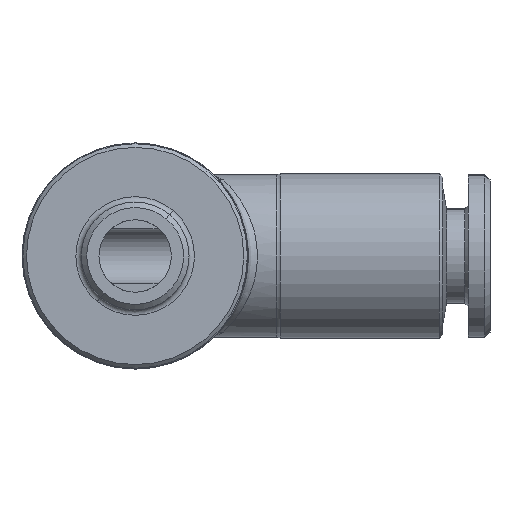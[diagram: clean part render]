
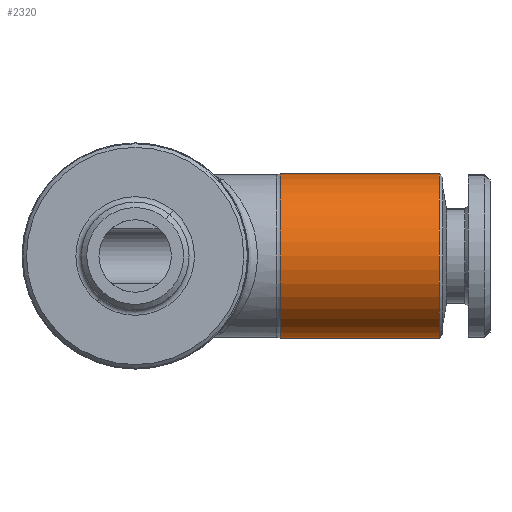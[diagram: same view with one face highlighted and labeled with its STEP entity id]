
A CAD part, front view. The second image highlights one B-rep face of the part: STEP entity #2320.
In plain terms, the highlighted cylindrical face has radius 4.55 mm (diameter 9.1 mm), a partial arc.
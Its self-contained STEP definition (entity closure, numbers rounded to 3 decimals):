
#65 = CARTESIAN_POINT ( 'NONE',  ( 16.8, 0., -4.55 ) ) ;
#137 = DIRECTION ( 'NONE',  ( -1., 0., 0. ) ) ;
#138 = VECTOR ( 'NONE', #137, 1000. ) ;
#139 = CARTESIAN_POINT ( 'NONE',  ( -1.137, 0., -4.55 ) ) ;
#150 = LINE ( 'NONE', #139, #138 ) ;
#169 = LINE ( 'NONE', #174, #351 ) ;
#174 = CARTESIAN_POINT ( 'NONE',  ( -1.137, 0., 4.55 ) ) ;
#250 = CARTESIAN_POINT ( 'NONE',  ( 16.8, 0., 4.55 ) ) ;
#350 = DIRECTION ( 'NONE',  ( -1., 0., 0. ) ) ;
#351 = VECTOR ( 'NONE', #350, 1000. ) ;
#1033 = CARTESIAN_POINT ( 'NONE',  ( 8.011, 0., -4.55 ) ) ;
#1093 = DIRECTION ( 'NONE',  ( 0., 0., 1. ) ) ;
#1094 = DIRECTION ( 'NONE',  ( -1., 0., 0. ) ) ;
#1095 = CARTESIAN_POINT ( 'NONE',  ( -1.137, 0., 0. ) ) ;
#1110 = AXIS2_PLACEMENT_3D ( 'NONE', #1095, #1094, #1093 ) ;
#1111 = CYLINDRICAL_SURFACE ( 'NONE', #1110, 4.55 ) ;
#1112 = FACE_OUTER_BOUND ( 'NONE', #2311, .T. ) ;
#1118 = DIRECTION ( 'NONE',  ( 0., 0., 1. ) ) ;
#1119 = DIRECTION ( 'NONE',  ( -1., 0., 0. ) ) ;
#1120 = AXIS2_PLACEMENT_3D ( 'NONE', #1125, #1119, #1118 ) ;
#1121 = CIRCLE ( 'NONE', #1120, 4.55 ) ;
#1125 = CARTESIAN_POINT ( 'NONE',  ( 16.8, 0., 0. ) ) ;
#1135 = DIRECTION ( 'NONE',  ( 0., 0., 1. ) ) ;
#1136 = DIRECTION ( 'NONE',  ( 1., 0., 0. ) ) ;
#1137 = AXIS2_PLACEMENT_3D ( 'NONE', #1154, #1136, #1135 ) ;
#1138 = CIRCLE ( 'NONE', #1137, 4.55 ) ;
#1154 = CARTESIAN_POINT ( 'NONE',  ( 8.011, 0., 0. ) ) ;
#1414 = CARTESIAN_POINT ( 'NONE',  ( 8.011, 0., 4.55 ) ) ;
#1811 = VERTEX_POINT ( 'NONE', #65 ) ;
#1846 = EDGE_CURVE ( 'NONE', #1811, #2269, #150, .T. ) ;
#1880 = EDGE_CURVE ( 'NONE', #1914, #2397, #169, .T. ) ;
#1914 = VERTEX_POINT ( 'NONE', #250 ) ;
#2269 = VERTEX_POINT ( 'NONE', #1033 ) ;
#2296 = ORIENTED_EDGE ( 'NONE', *, *, #2299, .T. ) ;
#2299 = EDGE_CURVE ( 'NONE', #2397, #2269, #1138, .T. ) ;
#2311 = EDGE_LOOP ( 'NONE', ( #2315, #2316, #2313, #2296 ) ) ;
#2312 = EDGE_CURVE ( 'NONE', #1811, #1914, #1121, .T. ) ;
#2313 = ORIENTED_EDGE ( 'NONE', *, *, #1880, .T. ) ;
#2315 = ORIENTED_EDGE ( 'NONE', *, *, #1846, .F. ) ;
#2316 = ORIENTED_EDGE ( 'NONE', *, *, #2312, .T. ) ;
#2320 = ADVANCED_FACE ( 'NONE', ( #1112 ), #1111, .T. ) ;
#2397 = VERTEX_POINT ( 'NONE', #1414 ) ;
